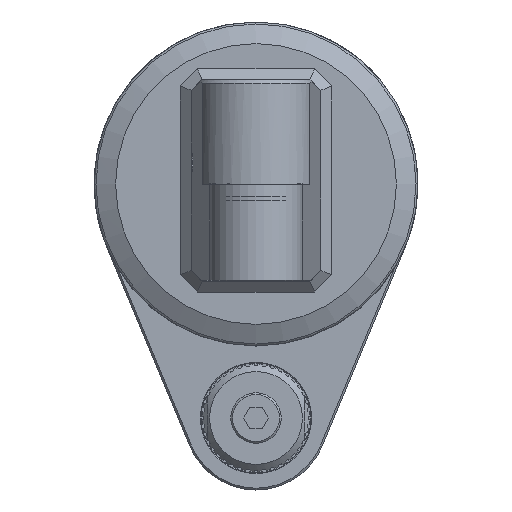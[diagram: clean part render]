
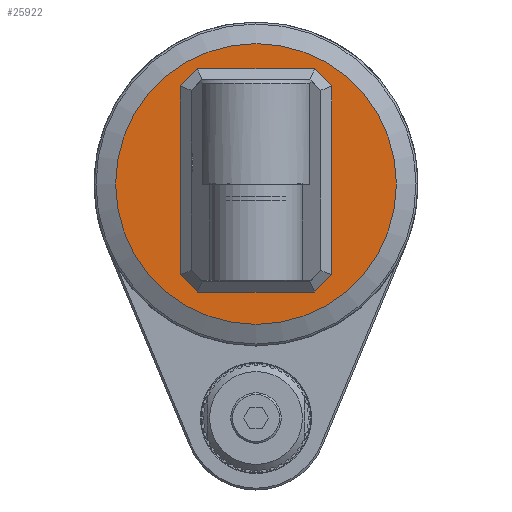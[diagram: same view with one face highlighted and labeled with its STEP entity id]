
A CAD part, front view. The second image highlights one B-rep face of the part: STEP entity #25922.
In plain terms, the highlighted face is planar.
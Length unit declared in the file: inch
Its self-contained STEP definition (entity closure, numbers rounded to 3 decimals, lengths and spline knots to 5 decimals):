
#606=FACE_BOUND('',#9331,.T.);
#833=PLANE('',#27859);
#2074=LINE('',#40019,#4453);
#2077=LINE('',#40026,#4456);
#2078=LINE('',#40028,#4457);
#2079=LINE('',#40030,#4458);
#2080=LINE('',#40032,#4459);
#2081=LINE('',#40034,#4460);
#2082=LINE('',#40036,#4461);
#2083=LINE('',#40037,#4462);
#4453=VECTOR('',#31602,2.06635);
#4456=VECTOR('',#31609,0.26488);
#4457=VECTOR('',#31610,0.26488);
#4458=VECTOR('',#31611,1.27895);
#4459=VECTOR('',#31612,0.26488);
#4460=VECTOR('',#31613,2.06635);
#4461=VECTOR('',#31614,0.26488);
#4462=VECTOR('',#31615,1.27895);
#6732=CIRCLE('',#27860,1.53543);
#7755=FACE_OUTER_BOUND('',#9330,.T.);
#9330=EDGE_LOOP('',(#18936));
#9331=EDGE_LOOP('',(#18937,#18938,#18939,#18940,#18941,#18942,#18943,#18944));
#11622=VERTEX_POINT('',#40017);
#11623=VERTEX_POINT('',#40018);
#11624=VERTEX_POINT('',#40023);
#11625=VERTEX_POINT('',#40025);
#11626=VERTEX_POINT('',#40027);
#11627=VERTEX_POINT('',#40029);
#11628=VERTEX_POINT('',#40031);
#11629=VERTEX_POINT('',#40033);
#11630=VERTEX_POINT('',#40035);
#14410=EDGE_CURVE('',#11622,#11623,#2074,.T.);
#14413=EDGE_CURVE('',#11624,#11624,#6732,.T.);
#14414=EDGE_CURVE('',#11625,#11623,#2077,.T.);
#14415=EDGE_CURVE('',#11622,#11626,#2078,.T.);
#14416=EDGE_CURVE('',#11627,#11626,#2079,.T.);
#14417=EDGE_CURVE('',#11627,#11628,#2080,.T.);
#14418=EDGE_CURVE('',#11629,#11628,#2081,.T.);
#14419=EDGE_CURVE('',#11629,#11630,#2082,.T.);
#14420=EDGE_CURVE('',#11630,#11625,#2083,.T.);
#18936=ORIENTED_EDGE('',*,*,#14413,.F.);
#18937=ORIENTED_EDGE('',*,*,#14414,.T.);
#18938=ORIENTED_EDGE('',*,*,#14410,.F.);
#18939=ORIENTED_EDGE('',*,*,#14415,.T.);
#18940=ORIENTED_EDGE('',*,*,#14416,.F.);
#18941=ORIENTED_EDGE('',*,*,#14417,.T.);
#18942=ORIENTED_EDGE('',*,*,#14418,.F.);
#18943=ORIENTED_EDGE('',*,*,#14419,.T.);
#18944=ORIENTED_EDGE('',*,*,#14420,.T.);
#25922=ADVANCED_FACE('',(#7755,#606),#833,.F.);
#27859=AXIS2_PLACEMENT_3D('',#40022,#31605,#31606);
#27860=AXIS2_PLACEMENT_3D('',#40024,#31607,#31608);
#31602=DIRECTION('',(0.,0.,1.));
#31605=DIRECTION('center_axis',(0.,-1.,0.));
#31606=DIRECTION('ref_axis',(0.,0.,-1.));
#31607=DIRECTION('center_axis',(0.,-1.,0.));
#31608=DIRECTION('ref_axis',(0.,0.,1.));
#31609=DIRECTION('',(-0.707,0.,-0.707));
#31610=DIRECTION('',(0.707,0.,-0.707));
#31611=DIRECTION('',(-1.,0.,0.));
#31612=DIRECTION('',(0.707,0.,0.707));
#31613=DIRECTION('',(0.,0.,-1.));
#31614=DIRECTION('',(-0.707,0.,0.707));
#31615=DIRECTION('',(-1.,0.,0.));
#40017=CARTESIAN_POINT('',(-0.82677,1.53543,-0.9938));
#40018=CARTESIAN_POINT('',(-0.82677,1.53543,1.07254));
#40019=CARTESIAN_POINT('',(-0.82677,1.53543,-0.9938));
#40022=CARTESIAN_POINT('Origin',(-2.12723,1.53543,1.99495));
#40023=CARTESIAN_POINT('',(0.,1.53543,-1.53543));
#40024=CARTESIAN_POINT('Origin',(0.,1.53543,0.));
#40025=CARTESIAN_POINT('',(-0.63947,1.53543,1.25984));
#40026=CARTESIAN_POINT('',(-0.63947,1.53543,1.25984));
#40027=CARTESIAN_POINT('',(-0.63947,1.53543,-1.1811));
#40028=CARTESIAN_POINT('',(-0.82677,1.53543,-0.9938));
#40029=CARTESIAN_POINT('',(0.63947,1.53543,-1.1811));
#40030=CARTESIAN_POINT('',(0.63947,1.53543,-1.1811));
#40031=CARTESIAN_POINT('',(0.82677,1.53543,-0.9938));
#40032=CARTESIAN_POINT('',(0.63947,1.53543,-1.1811));
#40033=CARTESIAN_POINT('',(0.82677,1.53543,1.07254));
#40034=CARTESIAN_POINT('',(0.82677,1.53543,1.07254));
#40035=CARTESIAN_POINT('',(0.63947,1.53543,1.25984));
#40036=CARTESIAN_POINT('',(0.82677,1.53543,1.07254));
#40037=CARTESIAN_POINT('',(0.63947,1.53543,1.25984));
